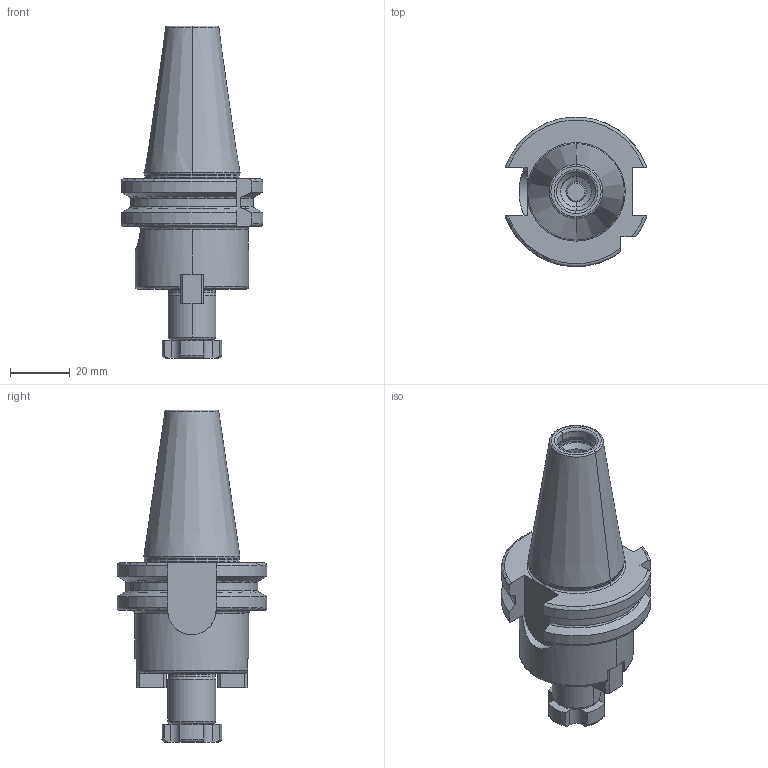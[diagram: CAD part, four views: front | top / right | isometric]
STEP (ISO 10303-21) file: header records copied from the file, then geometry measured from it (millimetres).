
FILE_DESCRIPTION((''),'2;1');
FILE_NAME('302_11_16','2020-09-01T',('104091'),(''),'CREO PARAMETRIC BY PTC INC, 2016260','CREO PARAMETRIC BY PTC INC, 2016260','');
FILE_SCHEMA(('CONFIG_CONTROL_DESIGN'));
Length unit declared in the file: millimetre
Products named in the file (1): 302_11_16
Bounding box: 47.34 x 49.9 x 110.8 mm (x, y, z)
Volume: 73675.8 mm3; surface area: 18217.3 mm2
Topology: 1 solids, 6 shells, 234 faces, 574 edges, 355 vertices
Faces by surface type: plane 85, cylinder 65, torus 44, cone 40
Entity records: 7277 total; most frequent: CARTESIAN_POINT 1656, DIRECTION 1226, ORIENTED_EDGE 1136, EDGE_CURVE 568, AXIS2_PLACEMENT_3D 480, VERTEX_POINT 355, VECTOR 266, LINE 266
